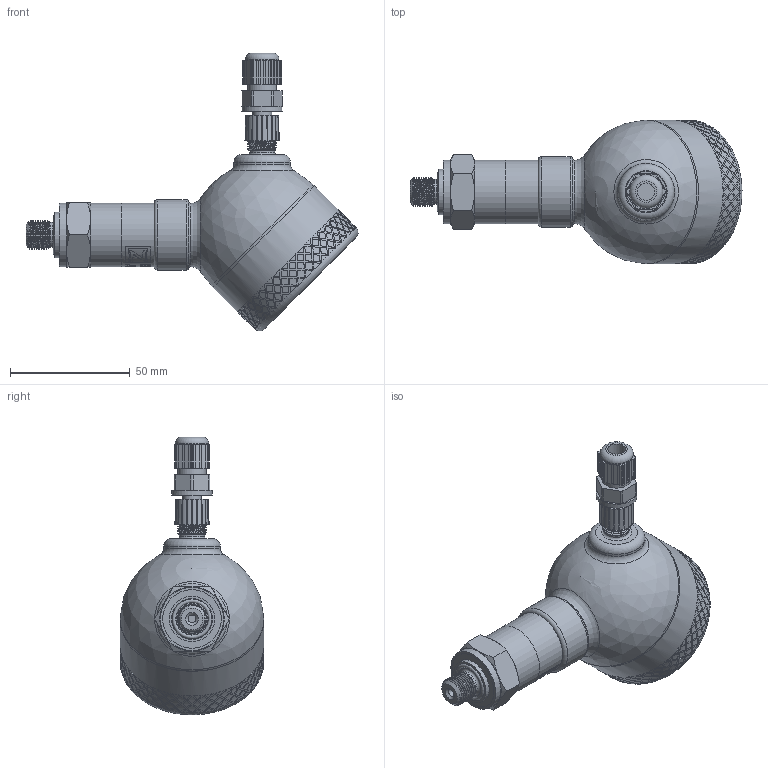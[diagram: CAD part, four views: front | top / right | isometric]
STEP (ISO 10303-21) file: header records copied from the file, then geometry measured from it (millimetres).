
FILE_DESCRIPTION(/* description */ (''),/* implementation_level */ '2;1');
FILE_NAME(/* name */ 'APZ3420FH_3_M12x1-straight.step',/* time_stamp */ '2021-06-30T14:34:40+03:00',/* author */ (''),/* organization */ (''),/* preprocessor_version */ 'ST-DEVELOPER v18.1',/* originating_system */ 'Autodesk Translation Framework v10.9.0.1377',/* authorisation */ '');
FILE_SCHEMA (('AUTOMOTIVE_DESIGN { 1 0 10303 214 3 1 1 }'));
Length unit declared in the file: millimetre
Products named in the file (7): Полевой корпус 
3420 3421 3230 заполненный; M12x1 DIN; FieldHousing Assembly v16; main body; Крышка без 
дисплея; Адаптер М12х1; M12x1 female straight v9
Assembly tree (6 placements, depth 3):
  Полевой корпус 
3420 3421 3230 заполненный
    M12x1 DIN
    FieldHousing Assembly v16
      main body
      Крышка без 
дисплея
      Адаптер М12х1
      M12x1 female straight v9
Bounding box: 138.91 x 60.1 x 116.17 mm (x, y, z)
Volume: 168664.8 mm3; surface area: 45451 mm2
Topology: 7 solids, 7 shells, 1551 faces, 3878 edges, 2544 vertices
Faces by surface type: bspline 896, cylinder 317, plane 263, cone 46, torus 26, sphere 3
Full cylindrical faces by diameter (mm): 1 x4, 3.3 x1, 7.3 x1, 8 x3, 9.3 x1, 10.293 x1, 10.5 x3, 10.741 x16, 11.884 x13, 12 x1, 13.5 x1, 14 x1, 16.7 x1, 17 x1, 19 x1, 19.7 x1, 21.6 x1, 22.4 x1, 23.6 x1, 24.5 x3, 26.5 x3, 29.5 x1, 55 x9, 56.5 x1, 57.2 x1, 60 x2
Entity records: 65613 total; most frequent: CARTESIAN_POINT 35716, ORIENTED_EDGE 7754, EDGE_CURVE 3877, DIRECTION 3134, B_SPLINE_CURVE_WITH_KNOTS 2586, VERTEX_POINT 2544, EDGE_LOOP 1761, FACE_OUTER_BOUND 1551
